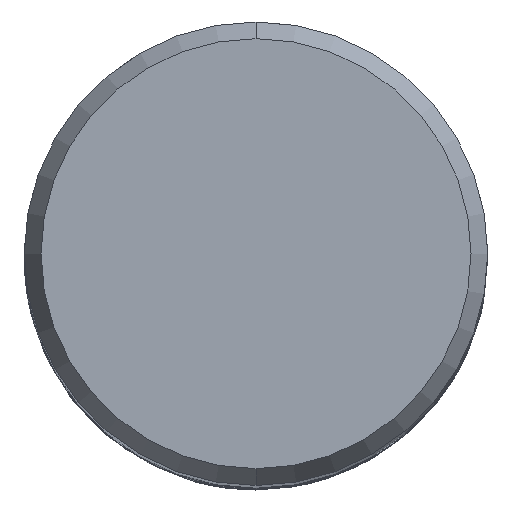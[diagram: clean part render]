
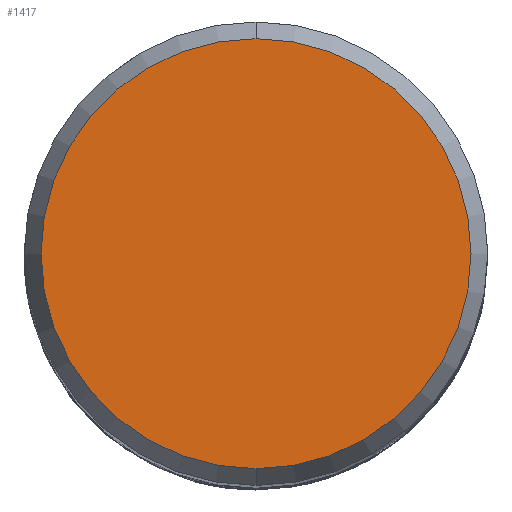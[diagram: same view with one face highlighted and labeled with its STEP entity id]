
A CAD part, top view. The second image highlights one B-rep face of the part: STEP entity #1417.
In plain terms, the highlighted planar face has unit normal (0, 0, 1).
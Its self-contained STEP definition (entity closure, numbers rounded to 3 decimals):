
#725=VERTEX_POINT('',#2128);
#887=VERTEX_POINT('',#2307);
#897=EDGE_CURVE('',#887,#725,#2318,.T.);
#1417=ADVANCED_FACE('',(#2883),#2884,.T.);
#1803=EDGE_CURVE('',#725,#887,#3306,.T.);
#2128=CARTESIAN_POINT('',(0.0,7.423,0.0));
#2307=CARTESIAN_POINT('',(0.,-7.423,0.0));
#2318=CIRCLE('',#6151,7.423);
#2883=FACE_OUTER_BOUND('',#12077,.T.);
#2884=PLANE('',#12078);
#3306=CIRCLE('',#17100,7.423);
#6151=AXIS2_PLACEMENT_3D('',#20896,#20897,#20898);
#12077=EDGE_LOOP('',(#21423,#21424));
#12078=AXIS2_PLACEMENT_3D('',#21425,#21426,#21427);
#17100=AXIS2_PLACEMENT_3D('',#21847,#21848,#21849);
#20896=CARTESIAN_POINT('',(0.0,0.0,0.0));
#20897=DIRECTION('',(0.0,0.0,-1.0));
#20898=DIRECTION('',(0.0,1.0,0.0));
#21423=ORIENTED_EDGE('',*,*,#1803,.F.);
#21424=ORIENTED_EDGE('',*,*,#897,.F.);
#21425=CARTESIAN_POINT('',(0.0,3.711,0.0));
#21426=DIRECTION('',(-0.0,0.0,1.0));
#21427=DIRECTION('',(0.0,-1.0,0.0));
#21847=CARTESIAN_POINT('',(0.0,0.0,0.0));
#21848=DIRECTION('',(0.0,0.0,-1.0));
#21849=DIRECTION('',(0.0,1.0,0.0));
